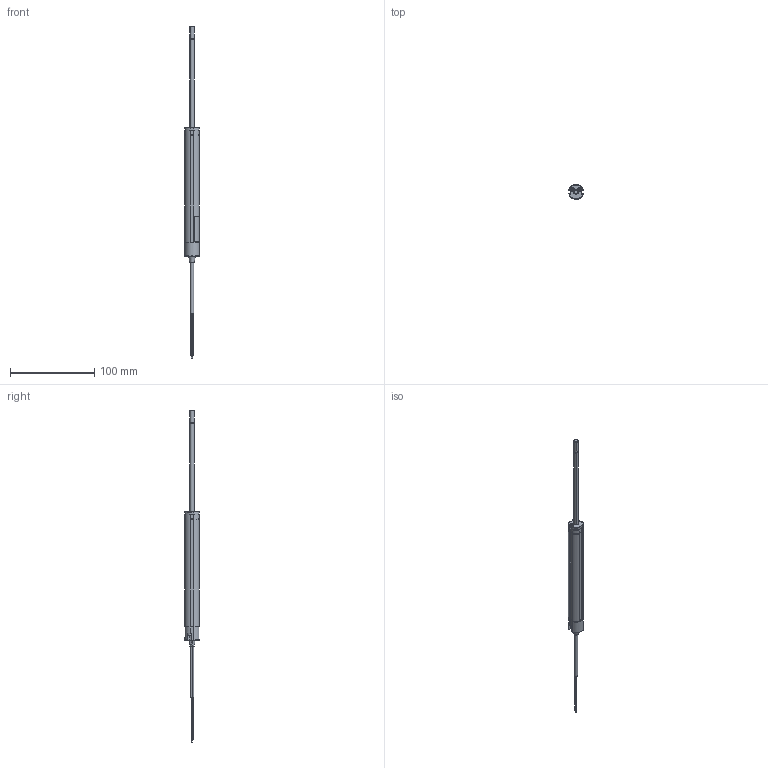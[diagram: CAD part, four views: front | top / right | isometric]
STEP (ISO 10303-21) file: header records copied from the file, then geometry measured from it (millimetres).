
FILE_DESCRIPTION (( 'STEP AP214' ), '1' );
FILE_NAME ('TEX-0100-411-002-302_extended.STEP', '2014-07-11T08:52:49', ( 'dummy' ), ( 'Microsoft' ), 'SwSTEP 2.0', 'SolidWorks 2013', '' );
FILE_SCHEMA (( 'AUTOMOTIVE_DESIGN' ));
Length unit declared in the file: millimetre
Products named in the file (1): TEX-0100-411-002-302_extended
Bounding box: 17.55 x 17.79 x 395.2 mm (x, y, z)
Surface area: 15748 mm2 (no closed solid volume)
Topology: 0 solids, 23 shells, 352 faces, 1340 edges, 996 vertices
Faces by surface type: plane 154, cylinder 139, torus 30, bspline 12, cone 12, sphere 5
Entity records: 18792 total; most frequent: CARTESIAN_POINT 3684, DIRECTION 2471, ORIENTED_EDGE 1996, EDGE_CURVE 1336, VERTEX_POINT 996, AXIS2_PLACEMENT_3D 862, LINE 747, VECTOR 747
